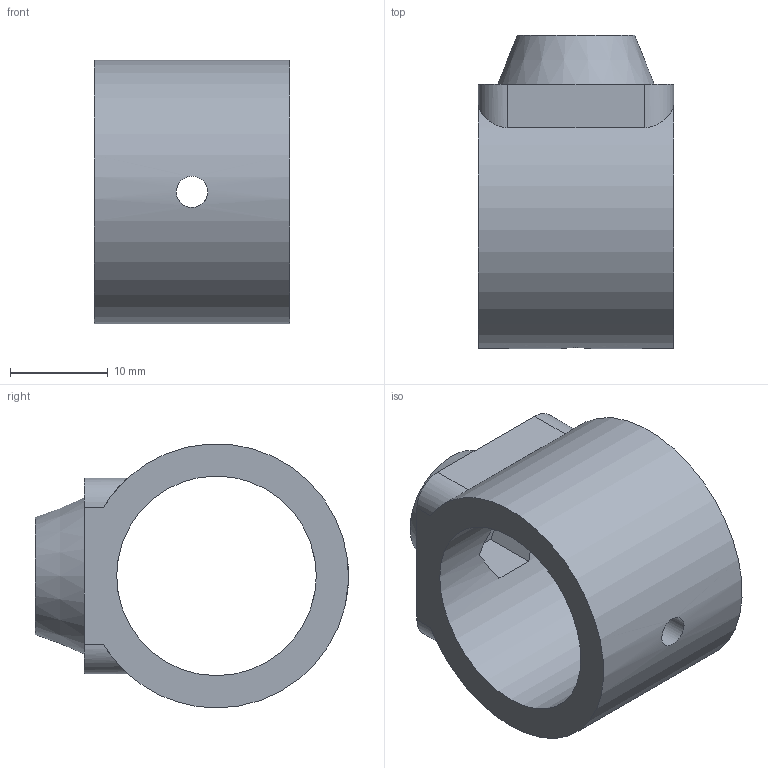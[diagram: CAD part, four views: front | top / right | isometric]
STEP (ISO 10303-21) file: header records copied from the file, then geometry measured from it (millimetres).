
FILE_DESCRIPTION(('FreeCAD Model'),'2;1');
FILE_NAME('Open CASCADE Shape Model','2022-02-10T19:32:01',('Author'),( ''),'Open CASCADE STEP processor 7.5','FreeCAD','Unknown');
FILE_SCHEMA(('AUTOMOTIVE_DESIGN { 1 0 10303 214 1 1 1 1 }'));
Length unit declared in the file: millimetre
Products named in the file (1): NEW.handle.clamp
Bounding box: 20 x 32 x 26.97 mm (x, y, z)
Volume: 5890.5 mm3; surface area: 3946.1 mm2
Topology: 1 solids, 1 shells, 22 faces, 61 edges, 43 vertices
Faces by surface type: plane 13, cylinder 8, cone 1
Full cylindrical faces by diameter (mm): 3.2 x1, 4.2 x1, 20.4 x1
Entity records: 2292 total; most frequent: CARTESIAN_POINT 1067, DIRECTION 217, ORIENTED_EDGE 122, PCURVE 122, DEFINITIONAL_REPRESENTATION 122, LINE 109, VECTOR 109, EDGE_CURVE 61
